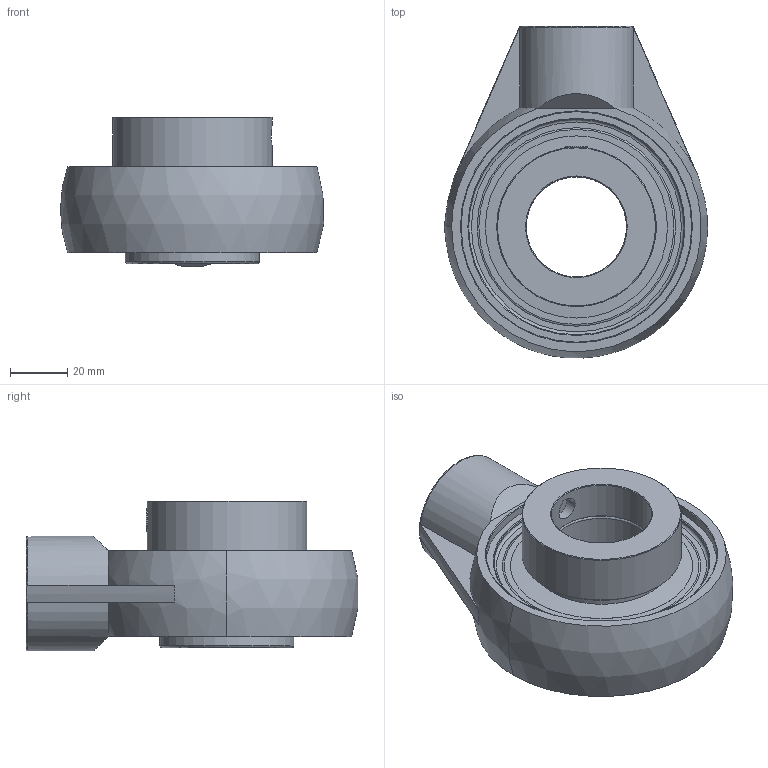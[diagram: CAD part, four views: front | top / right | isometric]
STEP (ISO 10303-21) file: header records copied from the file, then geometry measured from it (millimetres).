
FILE_DESCRIPTION(('HOOPS Exchange Step'),'2;1');
FILE_NAME('export-1DF7C4FF-A5C1-4D3A-8F42-5580C118B8A7.stp','2020-05-19T09:30:08-07:00',('dkerr'),('Alibre'),'HOOPS Exchange 2020.0','Alibre','Unknown authorisation');
FILE_SCHEMA( ('AP242_MANAGED_MODEL_BASED_3D_ENGINEERING_MIM_LF {1 0 10303 442 1 1 4 }') );
Length unit declared in the file: inch
Products named in the file (8): MRN SHAM L4L 207; SHC 207 (Setscrew); SHC 207 (Ball bearing); SHC 207 (Shield); SHC 207-22 L4L (1.375inch) (Race); SHC 207-22 (Collar); MRN SHC 207-22 L4L (1.375inch); MRN SHCSHAM 207-22 L4L (1.375inch)
Assembly tree (7 placements, depth 3):
  MRN SHCSHAM 207-22 L4L (1.375inch)
    MRN SHAM L4L 207
    MRN SHC 207-22 L4L (1.375inch)
      SHC 207 (Setscrew)
      SHC 207 (Ball bearing)
      SHC 207 (Shield)
      SHC 207-22 L4L (1.375inch) (Race)
      SHC 207-22 (Collar)
Bounding box: 91.71 x 115.66 x 52.26 mm (x, y, z)
Volume: 169346.5 mm3; surface area: 65899.1 mm2
Topology: 16 solids, 16 shells, 136 faces, 363 edges, 240 vertices
Faces by surface type: plane 45, cylinder 38, sphere 18, cone 17, torus 14, bspline 4
Full cylindrical faces by diameter (mm): 7.925 x1, 7.938 x2, 19.05 x1, 34.925 x2, 44.196 x2, 46.736 x4, 47.752 x2, 55.6 x1, 62.484 x2, 63.5 x4, 75.166 x2, 80.35 x1
Entity records: 6412 total; most frequent: CARTESIAN_POINT 2746, DIRECTION 813, ORIENTED_EDGE 674, AXIS2_PLACEMENT_3D 358, EDGE_CURVE 337, VERTEX_POINT 240, CIRCLE 201, EDGE_LOOP 157
